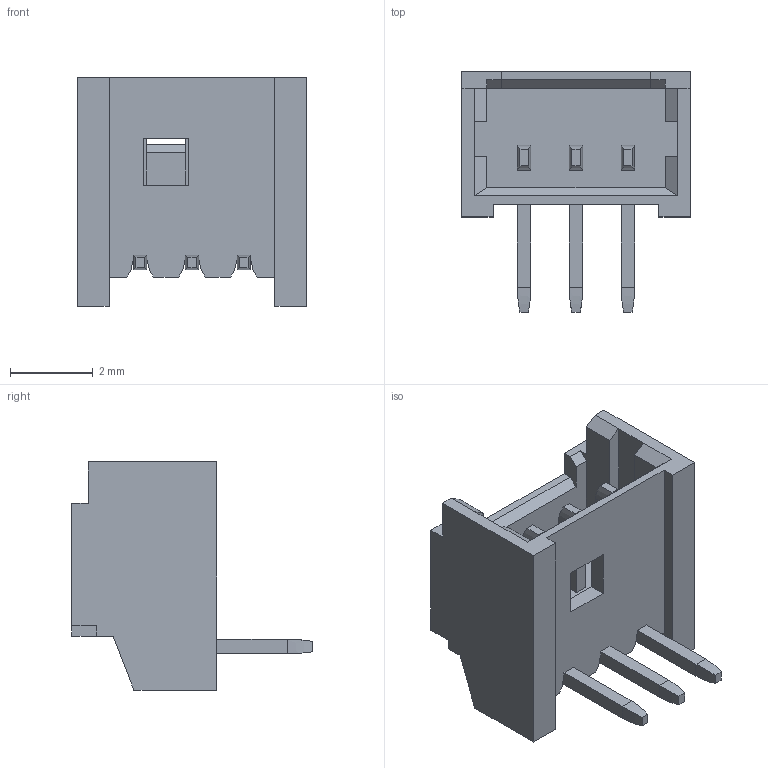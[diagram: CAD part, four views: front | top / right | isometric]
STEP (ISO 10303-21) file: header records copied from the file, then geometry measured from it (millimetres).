
FILE_DESCRIPTION (( 'STEP AP214' ), '1' );
FILE_NAME ('Picoblade_horizontal_3p.STEP', '2023-07-08T00:24:34', ( '' ), ( '' ), 'SwSTEP 2.0', 'SolidWorks 2020', '' );
FILE_SCHEMA (( 'AUTOMOTIVE_DESIGN' ));
Length unit declared in the file: millimetre
Products named in the file (2): 530480310; Picoblade_horizontal_3p
Assembly tree (1 placements, depth 2):
  Picoblade_horizontal_3p
    530480310
Bounding box: 5.5 x 5.8 x 5.5 mm (x, y, z)
Volume: 48 mm3; surface area: 185.7 mm2
Topology: 1 solids, 1 shells, 141 faces, 378 edges, 242 vertices
Faces by surface type: plane 114, bspline 24, cylinder 3
Entity records: 5575 total; most frequent: CARTESIAN_POINT 1485, ORIENTED_EDGE 756, DIRECTION 602, EDGE_CURVE 378, VECTOR 348, LINE 348, VERTEX_POINT 242, EDGE_LOOP 146
